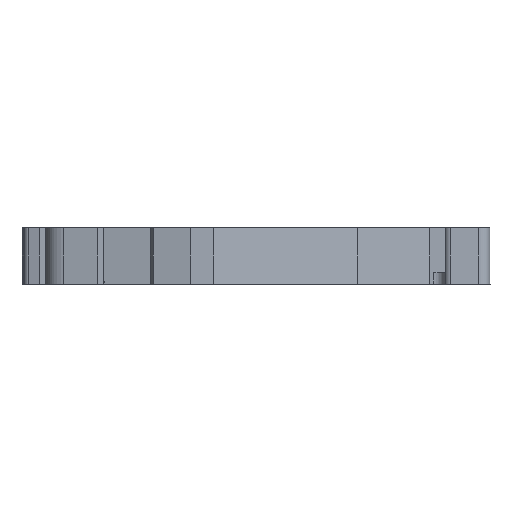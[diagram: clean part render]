
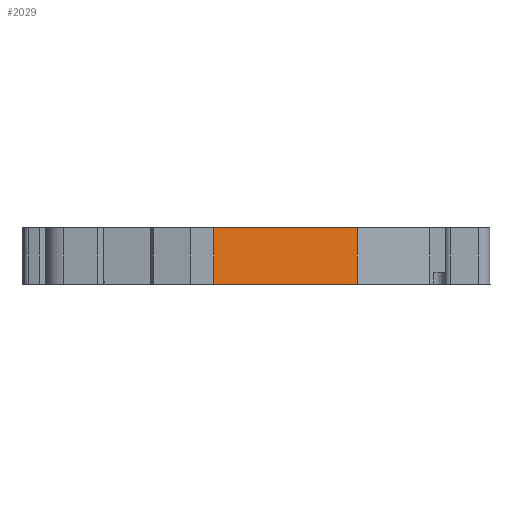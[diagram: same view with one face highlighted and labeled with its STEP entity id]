
A CAD part, left-side view. The second image highlights one B-rep face of the part: STEP entity #2029.
In plain terms, the highlighted planar face has unit normal (-0.979, -0.202, 0).
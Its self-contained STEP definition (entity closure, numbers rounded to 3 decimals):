
#373 = AXIS2_PLACEMENT_3D ( 'NONE', #10508, #7245, #10608 ) ;
#507 = EDGE_CURVE ( 'NONE', #14421, #7164, #5492, .T. ) ;
#776 = ORIENTED_EDGE ( 'NONE', *, *, #3951, .F. ) ;
#1141 = ORIENTED_EDGE ( 'NONE', *, *, #12236, .T. ) ;
#1694 = ORIENTED_EDGE ( 'NONE', *, *, #507, .T. ) ;
#1965 = VERTEX_POINT ( 'NONE', #6238 ) ;
#2029 = ADVANCED_FACE ( 'NONE', ( #5469 ), #10322, .T. ) ;
#3951 = EDGE_CURVE ( 'NONE', #1965, #14990, #7374, .T. ) ;
#5469 = FACE_OUTER_BOUND ( 'NONE', #12227, .T. ) ;
#5492 = LINE ( 'NONE', #11583, #13182 ) ;
#5843 = DIRECTION ( 'NONE',  ( 0.202, -0.979, 0. ) ) ;
#6238 = CARTESIAN_POINT ( 'NONE',  ( -33.575, -5.493, 2.109 ) ) ;
#7164 = VERTEX_POINT ( 'NONE', #12863 ) ;
#7245 = DIRECTION ( 'NONE',  ( -0.979, -0.202, 0. ) ) ;
#7374 = LINE ( 'NONE', #13302, #8074 ) ;
#7487 = DIRECTION ( 'NONE',  ( -0.202, 0.979, 0. ) ) ;
#8074 = VECTOR ( 'NONE', #13135, 1000. ) ;
#8180 = CARTESIAN_POINT ( 'NONE',  ( -36.212, 7.275, 2.109 ) ) ;
#8564 = LINE ( 'NONE', #9713, #14436 ) ;
#9713 = CARTESIAN_POINT ( 'NONE',  ( -36.212, 7.275, -2.891 ) ) ;
#10322 = PLANE ( 'NONE',  #373 ) ;
#10508 = CARTESIAN_POINT ( 'NONE',  ( -36.212, 7.275, -28.095 ) ) ;
#10608 = DIRECTION ( 'NONE',  ( 0.202, -0.979, 0. ) ) ;
#10824 = CARTESIAN_POINT ( 'NONE',  ( -33.575, -5.493, -2.891 ) ) ;
#11084 = LINE ( 'NONE', #8180, #11544 ) ;
#11314 = ORIENTED_EDGE ( 'NONE', *, *, #13880, .T. ) ;
#11544 = VECTOR ( 'NONE', #7487, 1000. ) ;
#11583 = CARTESIAN_POINT ( 'NONE',  ( -36.212, 7.275, -28.095 ) ) ;
#11666 = DIRECTION ( 'NONE',  ( 0., 0., -1. ) ) ;
#12227 = EDGE_LOOP ( 'NONE', ( #1141, #1694, #11314, #776 ) ) ;
#12236 = EDGE_CURVE ( 'NONE', #1965, #14421, #11084, .T. ) ;
#12863 = CARTESIAN_POINT ( 'NONE',  ( -36.212, 7.275, -2.891 ) ) ;
#13135 = DIRECTION ( 'NONE',  ( 0., 0., -1. ) ) ;
#13163 = CARTESIAN_POINT ( 'NONE',  ( -36.212, 7.275, 2.109 ) ) ;
#13182 = VECTOR ( 'NONE', #11666, 1000. ) ;
#13302 = CARTESIAN_POINT ( 'NONE',  ( -33.575, -5.493, -18.629 ) ) ;
#13880 = EDGE_CURVE ( 'NONE', #7164, #14990, #8564, .T. ) ;
#14421 = VERTEX_POINT ( 'NONE', #13163 ) ;
#14436 = VECTOR ( 'NONE', #5843, 1000. ) ;
#14990 = VERTEX_POINT ( 'NONE', #10824 ) ;
